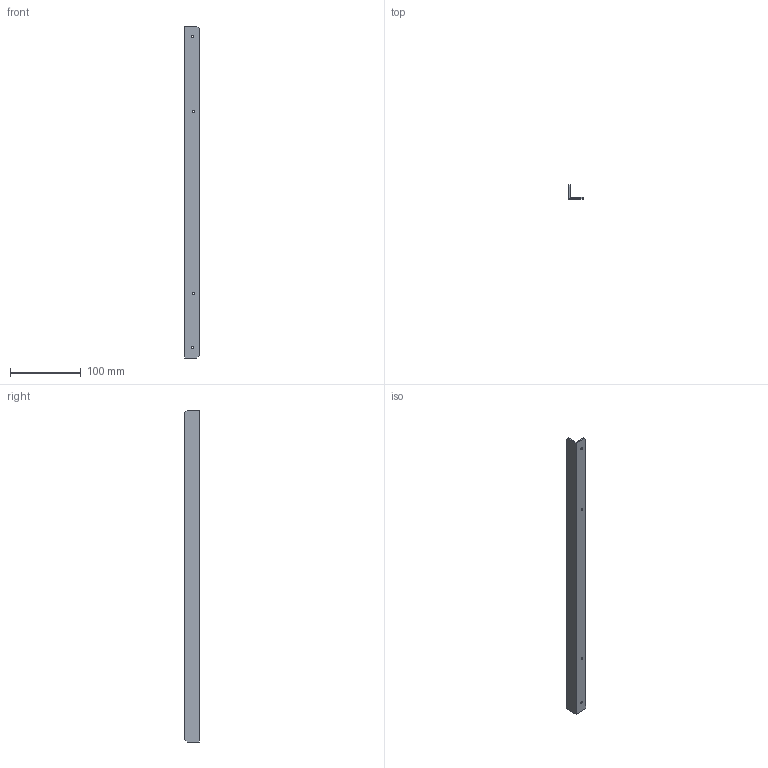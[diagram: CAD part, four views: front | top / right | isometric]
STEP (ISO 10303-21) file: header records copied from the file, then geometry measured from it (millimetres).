
FILE_DESCRIPTION (( 'STEP AP214' ), '1' );
FILE_NAME ('OA-Y10-P16-00.STEP', '2018-10-14T12:44:02', ( '' ), ( '' ), 'SwSTEP 2.0', 'SolidWorks 2014', '' );
FILE_SCHEMA (( 'AUTOMOTIVE_DESIGN' ));
Length unit declared in the file: millimetre
Products named in the file (1): OA-Y10-P16-00
Bounding box: 20 x 20 x 470 mm (x, y, z)
Volume: 35562.1 mm3; surface area: 37698.4 mm2
Topology: 1 solids, 1 shells, 24 faces, 62 edges, 40 vertices
Faces by surface type: plane 12, cylinder 8, cone 4
Entity records: 784 total; most frequent: DIRECTION 132, CARTESIAN_POINT 127, ORIENTED_EDGE 124, EDGE_CURVE 62, AXIS2_PLACEMENT_3D 45, LINE 42, VECTOR 42, VERTEX_POINT 40
